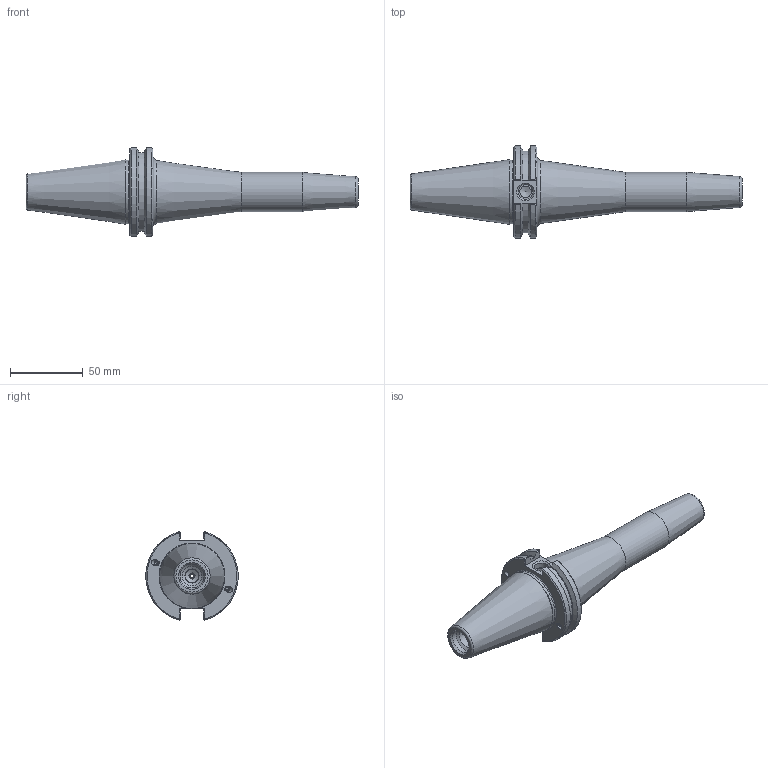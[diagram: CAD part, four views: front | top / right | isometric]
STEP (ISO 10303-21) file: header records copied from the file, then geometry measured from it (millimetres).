
FILE_DESCRIPTION((''),'2;1');
FILE_NAME('INT''C40-M06SF160-9.iam.step','2010-04-23T08:15:19',(''),(''),'Autodesk Inventor 2009','Autodesk Inventor 2009','');
FILE_SCHEMA(('AUTOMOTIVE_DESIGN { 1 0 10303 214 1 1 1 1 }'));
Products named in the file (4): C40-M06SF160-9; C40BC-M06SF160-9-1; 029-965; BS-SFM058-16
Assembly tree (4 placements, depth 2):
  C40-M06SF160-9
    C40BC-M06SF160-9-1
    029-965  x2
    BS-SFM058-16
Bounding box: 228.27 x 63.37 x 61.05 mm (x, y, z)
Volume: 195803.8 mm3; surface area: 37258.7 mm2
Topology: 4 solids, 4 shells, 134 faces, 322 edges, 207 vertices
Faces by surface type: plane 66, cone 26, cylinder 22, bspline 18, torus 2
Full cylindrical faces by diameter (mm): 3.3 x2, 4 x4, 4.1 x2, 4.2 x2, 5.987 x1, 6.749 x1, 27 x1, 43.942 x1
Entity records: 3777 total; most frequent: CARTESIAN_POINT 1127, DIRECTION 491, ORIENTED_EDGE 474, EDGE_CURVE 237, AXIS2_PLACEMENT_3D 193, EDGE_LOOP 173, VERTEX_POINT 172, FACE_OUTER_BOUND 118
